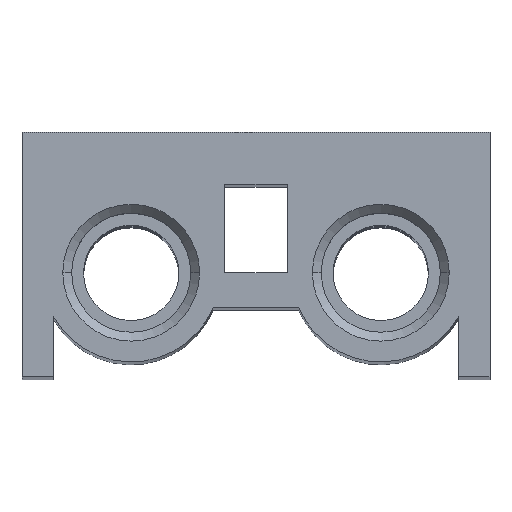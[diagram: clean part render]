
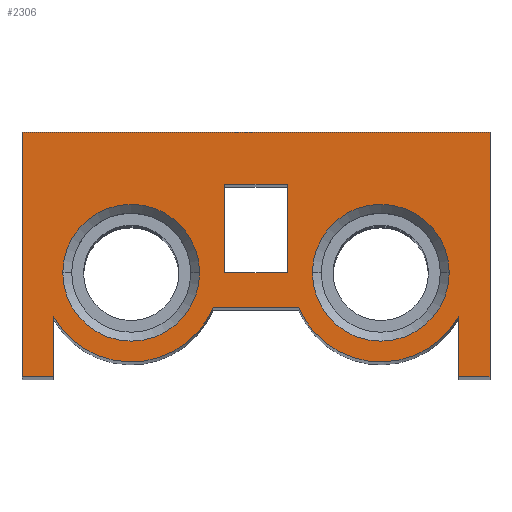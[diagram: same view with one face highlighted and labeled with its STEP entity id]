
A CAD part, top view. The second image highlights one B-rep face of the part: STEP entity #2306.
In plain terms, the highlighted planar face has unit normal (0, 0, 1).
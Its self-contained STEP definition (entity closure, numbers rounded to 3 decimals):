
#22 = EDGE_CURVE ( 'NONE', #728, #2491, #1750, .T. ) ;
#24 = LINE ( 'NONE', #462, #3999 ) ;
#38 = LINE ( 'NONE', #1253, #3030 ) ;
#42 = VERTEX_POINT ( 'NONE', #1640 ) ;
#86 = VECTOR ( 'NONE', #4873, 1000. ) ;
#107 = DIRECTION ( 'NONE',  ( 0., -1., 0. ) ) ;
#109 = EDGE_CURVE ( 'NONE', #5349, #1159, #4733, .T. ) ;
#219 = FACE_OUTER_BOUND ( 'NONE', #5267, .T. ) ;
#302 = DIRECTION ( 'NONE',  ( 0., 0., -1. ) ) ;
#375 = ORIENTED_EDGE ( 'NONE', *, *, #2071, .T. ) ;
#380 = LINE ( 'NONE', #749, #1772 ) ;
#397 = ORIENTED_EDGE ( 'NONE', *, *, #2622, .T. ) ;
#401 = LINE ( 'NONE', #2568, #4624 ) ;
#443 = CIRCLE ( 'NONE', #989, 8.579 ) ;
#447 = CARTESIAN_POINT ( 'NONE',  ( 22.5, 0., 161. ) ) ;
#462 = CARTESIAN_POINT ( 'NONE',  ( -3., 10., 161. ) ) ;
#490 = EDGE_CURVE ( 'NONE', #3880, #2995, #1469, .T. ) ;
#513 = ORIENTED_EDGE ( 'NONE', *, *, #4807, .F. ) ;
#653 = VERTEX_POINT ( 'NONE', #1426 ) ;
#654 = CARTESIAN_POINT ( 'NONE',  ( 19.5, 5.836, 161. ) ) ;
#675 = AXIS2_PLACEMENT_3D ( 'NONE', #3674, #5346, #2803 ) ;
#694 = VERTEX_POINT ( 'NONE', #2818 ) ;
#703 = FACE_BOUND ( 'NONE', #4630, .T. ) ;
#707 = CARTESIAN_POINT ( 'NONE',  ( 3., 18.5, 161. ) ) ;
#728 = VERTEX_POINT ( 'NONE', #4831 ) ;
#749 = CARTESIAN_POINT ( 'NONE',  ( 3., 10., 161. ) ) ;
#794 = ORIENTED_EDGE ( 'NONE', *, *, #490, .T. ) ;
#870 = ORIENTED_EDGE ( 'NONE', *, *, #22, .T. ) ;
#872 = EDGE_CURVE ( 'NONE', #3680, #2657, #3965, .T. ) ;
#900 = VECTOR ( 'NONE', #5111, 1000. ) ;
#989 = AXIS2_PLACEMENT_3D ( 'NONE', #2678, #1916, #5320 ) ;
#1023 = CARTESIAN_POINT ( 'NONE',  ( 22.5, 23.5, 161. ) ) ;
#1127 = PLANE ( 'NONE',  #2211 ) ;
#1132 = LINE ( 'NONE', #707, #1234 ) ;
#1153 = ORIENTED_EDGE ( 'NONE', *, *, #5034, .T. ) ;
#1159 = VERTEX_POINT ( 'NONE', #1825 ) ;
#1177 = DIRECTION ( 'NONE',  ( 0., -1., 0. ) ) ;
#1227 = VECTOR ( 'NONE', #2076, 1000. ) ;
#1230 = ORIENTED_EDGE ( 'NONE', *, *, #5239, .T. ) ;
#1234 = VECTOR ( 'NONE', #1919, 1000. ) ;
#1253 = CARTESIAN_POINT ( 'NONE',  ( -22.5, 0., 161. ) ) ;
#1334 = CARTESIAN_POINT ( 'NONE',  ( 5.421, 10., 161. ) ) ;
#1395 = LINE ( 'NONE', #3579, #2027 ) ;
#1426 = CARTESIAN_POINT ( 'NONE',  ( -3., 10., 161. ) ) ;
#1450 = EDGE_CURVE ( 'NONE', #4143, #2775, #1395, .T. ) ;
#1469 = CIRCLE ( 'NONE', #2629, 6.579 ) ;
#1539 = CARTESIAN_POINT ( 'NONE',  ( -19.5, 0., 161. ) ) ;
#1619 = ORIENTED_EDGE ( 'NONE', *, *, #4421, .F. ) ;
#1640 = CARTESIAN_POINT ( 'NONE',  ( -19.5, 0., 161. ) ) ;
#1644 = CARTESIAN_POINT ( 'NONE',  ( 3., 18.5, 161. ) ) ;
#1750 = CIRCLE ( 'NONE', #5398, 6.579 ) ;
#1752 = CARTESIAN_POINT ( 'NONE',  ( -22.5, 23.5, 161. ) ) ;
#1765 = ORIENTED_EDGE ( 'NONE', *, *, #4124, .T. ) ;
#1767 = DIRECTION ( 'NONE',  ( -1., 0., 0. ) ) ;
#1772 = VECTOR ( 'NONE', #3358, 1000. ) ;
#1813 = ORIENTED_EDGE ( 'NONE', *, *, #2181, .T. ) ;
#1825 = CARTESIAN_POINT ( 'NONE',  ( -22.5, 0., 161. ) ) ;
#1841 = CARTESIAN_POINT ( 'NONE',  ( 22.5, 0., 161. ) ) ;
#1849 = VERTEX_POINT ( 'NONE', #5376 ) ;
#1916 = DIRECTION ( 'NONE',  ( 0., 0., 1. ) ) ;
#1919 = DIRECTION ( 'NONE',  ( -1., 0., 0. ) ) ;
#2027 = VECTOR ( 'NONE', #3102, 1000. ) ;
#2071 = EDGE_CURVE ( 'NONE', #2775, #3680, #3406, .T. ) ;
#2076 = DIRECTION ( 'NONE',  ( 0., 1., 0. ) ) ;
#2181 = EDGE_CURVE ( 'NONE', #2332, #4143, #443, .T. ) ;
#2211 = AXIS2_PLACEMENT_3D ( 'NONE', #4545, #2423, #2587 ) ;
#2249 = VERTEX_POINT ( 'NONE', #1644 ) ;
#2306 = ADVANCED_FACE ( 'NONE', ( #5409, #2840, #703, #219 ), #1127, .T. ) ;
#2332 = VERTEX_POINT ( 'NONE', #3794 ) ;
#2423 = DIRECTION ( 'NONE',  ( 0., 0., 1. ) ) ;
#2491 = VERTEX_POINT ( 'NONE', #3590 ) ;
#2498 = CARTESIAN_POINT ( 'NONE',  ( -3., 18.5, 161. ) ) ;
#2568 = CARTESIAN_POINT ( 'NONE',  ( -4.096, 6.667, 161. ) ) ;
#2587 = DIRECTION ( 'NONE',  ( 1., 0., 0. ) ) ;
#2622 = EDGE_CURVE ( 'NONE', #2491, #728, #3107, .T. ) ;
#2629 = AXIS2_PLACEMENT_3D ( 'NONE', #4803, #4359, #1767 ) ;
#2657 = VERTEX_POINT ( 'NONE', #5417 ) ;
#2678 = CARTESIAN_POINT ( 'NONE',  ( 12., 10., 161. ) ) ;
#2691 = DIRECTION ( 'NONE',  ( 1., 0., 0. ) ) ;
#2775 = VERTEX_POINT ( 'NONE', #2817 ) ;
#2803 = DIRECTION ( 'NONE',  ( -1., 0., 0. ) ) ;
#2817 = CARTESIAN_POINT ( 'NONE',  ( 19.5, 0., 161. ) ) ;
#2818 = CARTESIAN_POINT ( 'NONE',  ( 3., 10., 161. ) ) ;
#2840 = FACE_BOUND ( 'NONE', #3903, .T. ) ;
#2867 = DIRECTION ( 'NONE',  ( -1., 0., 0. ) ) ;
#2880 = ORIENTED_EDGE ( 'NONE', *, *, #5463, .T. ) ;
#2973 = ORIENTED_EDGE ( 'NONE', *, *, #109, .T. ) ;
#2977 = CARTESIAN_POINT ( 'NONE',  ( -22.5, 23.5, 161. ) ) ;
#2995 = VERTEX_POINT ( 'NONE', #1334 ) ;
#3030 = VECTOR ( 'NONE', #3826, 1000. ) ;
#3101 = VERTEX_POINT ( 'NONE', #4016 ) ;
#3102 = DIRECTION ( 'NONE',  ( 0., -1., 0. ) ) ;
#3107 = CIRCLE ( 'NONE', #675, 6.579 ) ;
#3140 = DIRECTION ( 'NONE',  ( 0., 0., 1. ) ) ;
#3218 = ORIENTED_EDGE ( 'NONE', *, *, #1450, .T. ) ;
#3316 = DIRECTION ( 'NONE',  ( 0., 0., -1. ) ) ;
#3317 = VERTEX_POINT ( 'NONE', #3957 ) ;
#3358 = DIRECTION ( 'NONE',  ( 0., 1., 0. ) ) ;
#3384 = CIRCLE ( 'NONE', #4097, 8.579 ) ;
#3394 = DIRECTION ( 'NONE',  ( -1., 0., 0. ) ) ;
#3406 = LINE ( 'NONE', #3913, #900 ) ;
#3416 = DIRECTION ( 'NONE',  ( 1., 0., 0. ) ) ;
#3453 = ORIENTED_EDGE ( 'NONE', *, *, #4635, .T. ) ;
#3563 = VECTOR ( 'NONE', #5321, 1000. ) ;
#3579 = CARTESIAN_POINT ( 'NONE',  ( 19.5, 5.836, 161. ) ) ;
#3589 = ORIENTED_EDGE ( 'NONE', *, *, #4262, .F. ) ;
#3590 = CARTESIAN_POINT ( 'NONE',  ( -18.579, 10., 161. ) ) ;
#3674 = CARTESIAN_POINT ( 'NONE',  ( -12., 10., 161. ) ) ;
#3680 = VERTEX_POINT ( 'NONE', #447 ) ;
#3698 = LINE ( 'NONE', #2498, #4349 ) ;
#3752 = LINE ( 'NONE', #1539, #1227 ) ;
#3794 = CARTESIAN_POINT ( 'NONE',  ( 4.096, 6.667, 161. ) ) ;
#3826 = DIRECTION ( 'NONE',  ( 1., 0., 0. ) ) ;
#3834 = AXIS2_PLACEMENT_3D ( 'NONE', #5403, #302, #2867 ) ;
#3865 = DIRECTION ( 'NONE',  ( 1., 0., 0. ) ) ;
#3880 = VERTEX_POINT ( 'NONE', #4668 ) ;
#3903 = EDGE_LOOP ( 'NONE', ( #4701, #513, #3589, #1619 ) ) ;
#3913 = CARTESIAN_POINT ( 'NONE',  ( 19.5, 0., 161. ) ) ;
#3948 = EDGE_CURVE ( 'NONE', #2657, #5349, #5378, .T. ) ;
#3957 = CARTESIAN_POINT ( 'NONE',  ( -4.096, 6.667, 161. ) ) ;
#3964 = ORIENTED_EDGE ( 'NONE', *, *, #3948, .T. ) ;
#3965 = LINE ( 'NONE', #1841, #86 ) ;
#3999 = VECTOR ( 'NONE', #3416, 1000. ) ;
#4016 = CARTESIAN_POINT ( 'NONE',  ( -19.5, 5.836, 161. ) ) ;
#4097 = AXIS2_PLACEMENT_3D ( 'NONE', #4367, #3140, #2691 ) ;
#4124 = EDGE_CURVE ( 'NONE', #42, #3101, #3752, .T. ) ;
#4143 = VERTEX_POINT ( 'NONE', #654 ) ;
#4254 = EDGE_CURVE ( 'NONE', #1849, #653, #3698, .T. ) ;
#4262 = EDGE_CURVE ( 'NONE', #694, #2249, #380, .T. ) ;
#4331 = VECTOR ( 'NONE', #107, 1000. ) ;
#4349 = VECTOR ( 'NONE', #1177, 1000. ) ;
#4359 = DIRECTION ( 'NONE',  ( 0., 0., -1. ) ) ;
#4367 = CARTESIAN_POINT ( 'NONE',  ( -12., 10., 161. ) ) ;
#4384 = ORIENTED_EDGE ( 'NONE', *, *, #872, .T. ) ;
#4421 = EDGE_CURVE ( 'NONE', #653, #694, #24, .T. ) ;
#4545 = CARTESIAN_POINT ( 'NONE',  ( -12., 10., 161. ) ) ;
#4624 = VECTOR ( 'NONE', #3865, 1000. ) ;
#4630 = EDGE_LOOP ( 'NONE', ( #794, #1230 ) ) ;
#4635 = EDGE_CURVE ( 'NONE', #3317, #2332, #401, .T. ) ;
#4668 = CARTESIAN_POINT ( 'NONE',  ( 18.579, 10., 161. ) ) ;
#4701 = ORIENTED_EDGE ( 'NONE', *, *, #4254, .F. ) ;
#4733 = LINE ( 'NONE', #1752, #4331 ) ;
#4803 = CARTESIAN_POINT ( 'NONE',  ( 12., 10., 161. ) ) ;
#4807 = EDGE_CURVE ( 'NONE', #2249, #1849, #1132, .T. ) ;
#4831 = CARTESIAN_POINT ( 'NONE',  ( -5.421, 10., 161. ) ) ;
#4873 = DIRECTION ( 'NONE',  ( 0., 1., 0. ) ) ;
#5017 = CARTESIAN_POINT ( 'NONE',  ( -12., 10., 161. ) ) ;
#5034 = EDGE_CURVE ( 'NONE', #1159, #42, #38, .T. ) ;
#5111 = DIRECTION ( 'NONE',  ( 1., 0., 0. ) ) ;
#5239 = EDGE_CURVE ( 'NONE', #2995, #3880, #5334, .T. ) ;
#5267 = EDGE_LOOP ( 'NONE', ( #2973, #1153, #1765, #2880, #3453, #1813, #3218, #375, #4384, #3964 ) ) ;
#5320 = DIRECTION ( 'NONE',  ( 1., 0., 0. ) ) ;
#5321 = DIRECTION ( 'NONE',  ( -1., 0., 0. ) ) ;
#5334 = CIRCLE ( 'NONE', #3834, 6.579 ) ;
#5346 = DIRECTION ( 'NONE',  ( 0., 0., -1. ) ) ;
#5349 = VERTEX_POINT ( 'NONE', #2977 ) ;
#5376 = CARTESIAN_POINT ( 'NONE',  ( -3., 18.5, 161. ) ) ;
#5378 = LINE ( 'NONE', #1023, #3563 ) ;
#5398 = AXIS2_PLACEMENT_3D ( 'NONE', #5017, #3316, #3394 ) ;
#5403 = CARTESIAN_POINT ( 'NONE',  ( 12., 10., 161. ) ) ;
#5409 = FACE_BOUND ( 'NONE', #5451, .T. ) ;
#5417 = CARTESIAN_POINT ( 'NONE',  ( 22.5, 23.5, 161. ) ) ;
#5451 = EDGE_LOOP ( 'NONE', ( #870, #397 ) ) ;
#5463 = EDGE_CURVE ( 'NONE', #3101, #3317, #3384, .T. ) ;
